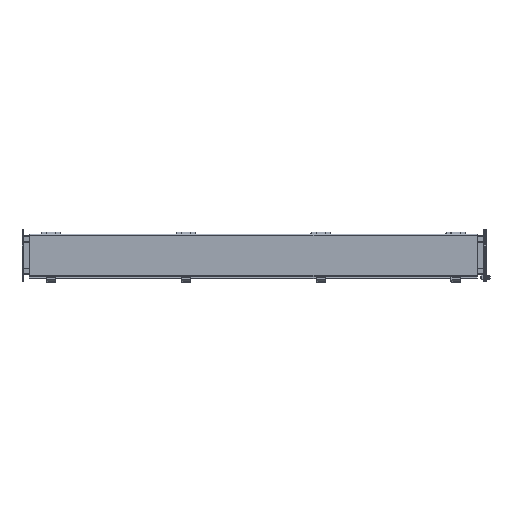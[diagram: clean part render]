
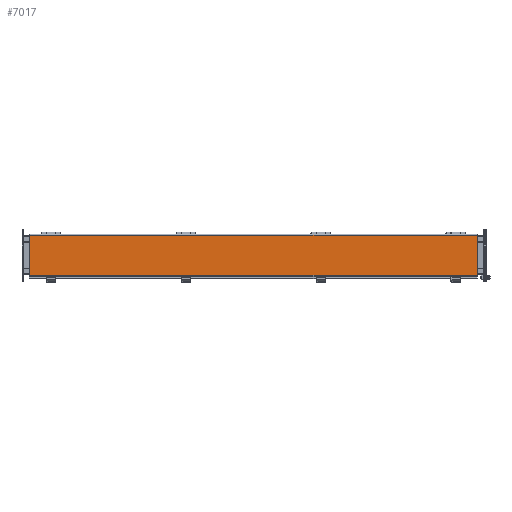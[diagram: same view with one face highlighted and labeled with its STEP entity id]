
A CAD part, top view. The second image highlights one B-rep face of the part: STEP entity #7017.
In plain terms, the highlighted planar face has unit normal (0, 0, 1).
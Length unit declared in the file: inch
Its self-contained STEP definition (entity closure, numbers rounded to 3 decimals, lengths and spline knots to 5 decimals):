
#126 = CARTESIAN_POINT ( 'NONE',  ( -23.234, 2.07957, 4.172 ) ) ;
#1132 = DIRECTION ( 'NONE',  ( 1., 0., 0. ) ) ;
#1794 = FACE_OUTER_BOUND ( 'NONE', #6129, .T. ) ;
#2161 = CARTESIAN_POINT ( 'NONE',  ( -23.234, -2.18743, 4.172 ) ) ;
#2341 = EDGE_CURVE ( 'NONE', #10602, #20791, #8491, .T. ) ;
#3011 = LINE ( 'NONE', #7038, #15239 ) ;
#4069 = DIRECTION ( 'NONE',  ( 0., 0., 1. ) ) ;
#4784 = DIRECTION ( 'NONE',  ( 1., 0., 0. ) ) ;
#6129 = EDGE_LOOP ( 'NONE', ( #19735, #12970, #17570, #24890 ) ) ;
#6482 = CARTESIAN_POINT ( 'NONE',  ( -23.234, -2.18743, 4.172 ) ) ;
#7017 = ADVANCED_FACE ( 'NONE', ( #1794 ), #20786, .T. ) ;
#7038 = CARTESIAN_POINT ( 'NONE',  ( -23.234, -2.07943, 4.172 ) ) ;
#8491 = LINE ( 'NONE', #2161, #11584 ) ;
#9521 = DIRECTION ( 'NONE',  ( 0., 1., 0. ) ) ;
#9679 = VECTOR ( 'NONE', #4784, 39.37008 ) ;
#10265 = EDGE_CURVE ( 'NONE', #10602, #22974, #3011, .T. ) ;
#10602 = VERTEX_POINT ( 'NONE', #21055 ) ;
#11584 = VECTOR ( 'NONE', #24801, 39.37008 ) ;
#11693 = CARTESIAN_POINT ( 'NONE',  ( 23.234, 2.07957, 4.172 ) ) ;
#12970 = ORIENTED_EDGE ( 'NONE', *, *, #10265, .T. ) ;
#14379 = CARTESIAN_POINT ( 'NONE',  ( 23.234, -2.07943, 4.172 ) ) ;
#15185 = LINE ( 'NONE', #17609, #18761 ) ;
#15239 = VECTOR ( 'NONE', #1132, 39.37008 ) ;
#17181 = LINE ( 'NONE', #25410, #9679 ) ;
#17570 = ORIENTED_EDGE ( 'NONE', *, *, #24165, .T. ) ;
#17609 = CARTESIAN_POINT ( 'NONE',  ( 23.234, 2.18757, 4.172 ) ) ;
#18761 = VECTOR ( 'NONE', #9521, 39.37008 ) ;
#19571 = VERTEX_POINT ( 'NONE', #11693 ) ;
#19735 = ORIENTED_EDGE ( 'NONE', *, *, #2341, .F. ) ;
#20786 = PLANE ( 'NONE',  #24113 ) ;
#20791 = VERTEX_POINT ( 'NONE', #126 ) ;
#21055 = CARTESIAN_POINT ( 'NONE',  ( -23.234, -2.07943, 4.172 ) ) ;
#22974 = VERTEX_POINT ( 'NONE', #14379 ) ;
#23540 = EDGE_CURVE ( 'NONE', #20791, #19571, #17181, .T. ) ;
#24113 = AXIS2_PLACEMENT_3D ( 'NONE', #6482, #4069, #24691 ) ;
#24165 = EDGE_CURVE ( 'NONE', #22974, #19571, #15185, .T. ) ;
#24691 = DIRECTION ( 'NONE',  ( 1., 0., 0. ) ) ;
#24801 = DIRECTION ( 'NONE',  ( 0., 1., 0. ) ) ;
#24890 = ORIENTED_EDGE ( 'NONE', *, *, #23540, .F. ) ;
#25410 = CARTESIAN_POINT ( 'NONE',  ( -23.234, 2.07957, 4.172 ) ) ;
